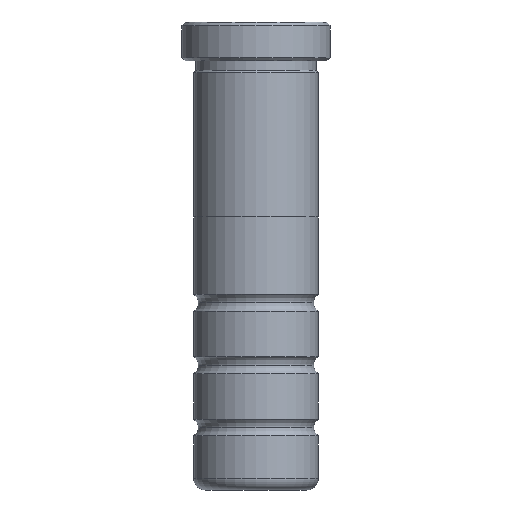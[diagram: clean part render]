
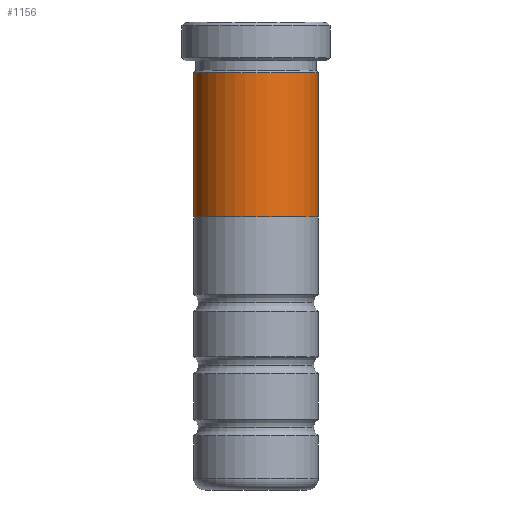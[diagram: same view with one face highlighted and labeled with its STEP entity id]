
A CAD part, front view. The second image highlights one B-rep face of the part: STEP entity #1156.
In plain terms, the highlighted cylindrical face has radius 8.005 mm (diameter 16.01 mm), a partial arc.
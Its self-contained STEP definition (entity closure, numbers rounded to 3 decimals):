
#100 = ORIENTED_EDGE ( 'NONE', *, *, #838, .F. ) ;
#163 = DIRECTION ( 'NONE',  ( 0., 0., 1. ) ) ;
#178 = VERTEX_POINT ( 'NONE', #1383 ) ;
#226 = ORIENTED_EDGE ( 'NONE', *, *, #433, .F. ) ;
#229 = CARTESIAN_POINT ( 'NONE',  ( 0., 0., 53.5 ) ) ;
#383 = DIRECTION ( 'NONE',  ( 1., 0., 0. ) ) ;
#432 = VERTEX_POINT ( 'NONE', #1804 ) ;
#433 = EDGE_CURVE ( 'NONE', #178, #1579, #1382, .T. ) ;
#457 = CIRCLE ( 'NONE', #1414, 8.005 ) ;
#497 = ORIENTED_EDGE ( 'NONE', *, *, #1238, .T. ) ;
#525 = DIRECTION ( 'NONE',  ( 0., 0., 1. ) ) ;
#582 = AXIS2_PLACEMENT_3D ( 'NONE', #1484, #525, #1086 ) ;
#584 = DIRECTION ( 'NONE',  ( 0., 0., 1. ) ) ;
#599 = VECTOR ( 'NONE', #584, 1000. ) ;
#643 = FACE_OUTER_BOUND ( 'NONE', #778, .T. ) ;
#705 = CARTESIAN_POINT ( 'NONE',  ( -8.005, 0., 53.5 ) ) ;
#778 = EDGE_LOOP ( 'NONE', ( #226, #497, #830, #100 ) ) ;
#830 = ORIENTED_EDGE ( 'NONE', *, *, #1759, .T. ) ;
#838 = EDGE_CURVE ( 'NONE', #1579, #432, #1114, .T. ) ;
#839 = DIRECTION ( 'NONE',  ( 0., 0., 1. ) ) ;
#971 = VERTEX_POINT ( 'NONE', #1714 ) ;
#1086 = DIRECTION ( 'NONE',  ( 1., 0., 0. ) ) ;
#1114 = CIRCLE ( 'NONE', #1662, 8.005 ) ;
#1156 = ADVANCED_FACE ( 'NONE', ( #643 ), #1286, .T. ) ;
#1225 = DIRECTION ( 'NONE',  ( 0., 0., 1. ) ) ;
#1238 = EDGE_CURVE ( 'NONE', #178, #971, #457, .T. ) ;
#1286 = CYLINDRICAL_SURFACE ( 'NONE', #582, 8.005 ) ;
#1348 = VECTOR ( 'NONE', #163, 1000. ) ;
#1382 = LINE ( 'NONE', #1413, #599 ) ;
#1383 = CARTESIAN_POINT ( 'NONE',  ( -8.005, 0., 35. ) ) ;
#1413 = CARTESIAN_POINT ( 'NONE',  ( -8.005, 0., 53.5 ) ) ;
#1414 = AXIS2_PLACEMENT_3D ( 'NONE', #1643, #839, #1777 ) ;
#1484 = CARTESIAN_POINT ( 'NONE',  ( 0., 0., 53.5 ) ) ;
#1579 = VERTEX_POINT ( 'NONE', #705 ) ;
#1643 = CARTESIAN_POINT ( 'NONE',  ( 0., 0., 35. ) ) ;
#1662 = AXIS2_PLACEMENT_3D ( 'NONE', #229, #1225, #383 ) ;
#1695 = CARTESIAN_POINT ( 'NONE',  ( 8.005, 0., 53.5 ) ) ;
#1714 = CARTESIAN_POINT ( 'NONE',  ( 8.005, 0., 35. ) ) ;
#1741 = LINE ( 'NONE', #1695, #1348 ) ;
#1759 = EDGE_CURVE ( 'NONE', #971, #432, #1741, .T. ) ;
#1777 = DIRECTION ( 'NONE',  ( 1., 0., 0. ) ) ;
#1804 = CARTESIAN_POINT ( 'NONE',  ( 8.005, 0., 53.5 ) ) ;
